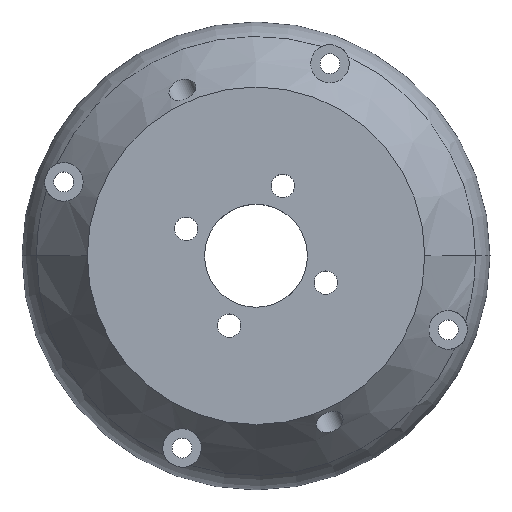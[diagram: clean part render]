
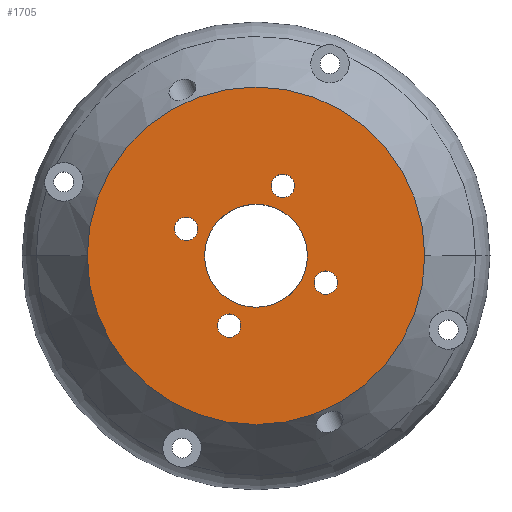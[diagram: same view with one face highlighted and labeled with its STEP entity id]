
A CAD part, top view. The second image highlights one B-rep face of the part: STEP entity #1705.
In plain terms, the highlighted planar face has unit normal (0, 0, 1).
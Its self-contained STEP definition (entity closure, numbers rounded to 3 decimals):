
#10 = AXIS2_PLACEMENT_3D ( 'NONE', #1063, #749, #1539 ) ;
#58 = AXIS2_PLACEMENT_3D ( 'NONE', #981, #213, #387 ) ;
#97 = ORIENTED_EDGE ( 'NONE', *, *, #1601, .F. ) ;
#113 = CARTESIAN_POINT ( 'NONE',  ( -9.324, 4.311, 0. ) ) ;
#132 = ORIENTED_EDGE ( 'NONE', *, *, #249, .F. ) ;
#160 = CARTESIAN_POINT ( 'NONE',  ( -11.199, 4.311, 0. ) ) ;
#182 = VERTEX_POINT ( 'NONE', #980 ) ;
#184 = DIRECTION ( 'NONE',  ( 1., 0., 0. ) ) ;
#185 = EDGE_LOOP ( 'NONE', ( #636, #1351 ) ) ;
#203 = FACE_OUTER_BOUND ( 'NONE', #1241, .T. ) ;
#213 = DIRECTION ( 'NONE',  ( 0., 0., 1. ) ) ;
#224 = CARTESIAN_POINT ( 'NONE',  ( 4.311, 11.199, 0. ) ) ;
#236 = AXIS2_PLACEMENT_3D ( 'NONE', #160, #494, #1150 ) ;
#249 = EDGE_CURVE ( 'NONE', #1258, #1807, #385, .T. ) ;
#258 = DIRECTION ( 'NONE',  ( 0., 0., 1. ) ) ;
#259 = ORIENTED_EDGE ( 'NONE', *, *, #750, .F. ) ;
#291 = CARTESIAN_POINT ( 'NONE',  ( -4.311, -11.199, 0. ) ) ;
#328 = EDGE_CURVE ( 'NONE', #513, #763, #1079, .T. ) ;
#345 = AXIS2_PLACEMENT_3D ( 'NONE', #416, #258, #886 ) ;
#370 = CIRCLE ( 'NONE', #1397, 1.875 ) ;
#374 = FACE_BOUND ( 'NONE', #185, .T. ) ;
#382 = CARTESIAN_POINT ( 'NONE',  ( 8.25, 0., 0. ) ) ;
#385 = CIRCLE ( 'NONE', #839, 1.875 ) ;
#387 = DIRECTION ( 'NONE',  ( 1., 0., 0. ) ) ;
#416 = CARTESIAN_POINT ( 'NONE',  ( -4.311, -11.199, 0. ) ) ;
#421 = AXIS2_PLACEMENT_3D ( 'NONE', #568, #1899, #1093 ) ;
#426 = DIRECTION ( 'NONE',  ( 1., 0., 0. ) ) ;
#436 = CARTESIAN_POINT ( 'NONE',  ( 6.186, 11.199, 0. ) ) ;
#451 = EDGE_CURVE ( 'NONE', #2010, #1609, #572, .T. ) ;
#479 = VERTEX_POINT ( 'NONE', #1787 ) ;
#494 = DIRECTION ( 'NONE',  ( 0., 0., 1. ) ) ;
#504 = DIRECTION ( 'NONE',  ( 0., 0., 1. ) ) ;
#513 = VERTEX_POINT ( 'NONE', #382 ) ;
#518 = AXIS2_PLACEMENT_3D ( 'NONE', #1411, #1113, #184 ) ;
#545 = FACE_BOUND ( 'NONE', #1160, .T. ) ;
#549 = EDGE_CURVE ( 'NONE', #1807, #1258, #895, .T. ) ;
#568 = CARTESIAN_POINT ( 'NONE',  ( 0., 0., 0. ) ) ;
#572 = CIRCLE ( 'NONE', #236, 1.875 ) ;
#594 = CARTESIAN_POINT ( 'NONE',  ( -6.186, -11.199, 0. ) ) ;
#626 = ORIENTED_EDGE ( 'NONE', *, *, #328, .F. ) ;
#636 = ORIENTED_EDGE ( 'NONE', *, *, #451, .F. ) ;
#640 = EDGE_LOOP ( 'NONE', ( #1643, #132 ) ) ;
#728 = ORIENTED_EDGE ( 'NONE', *, *, #974, .F. ) ;
#749 = DIRECTION ( 'NONE',  ( 0., 0., 1. ) ) ;
#750 = EDGE_CURVE ( 'NONE', #1791, #182, #861, .T. ) ;
#763 = VERTEX_POINT ( 'NONE', #1886 ) ;
#769 = DIRECTION ( 'NONE',  ( 0., 0., 1. ) ) ;
#839 = AXIS2_PLACEMENT_3D ( 'NONE', #1579, #504, #1131 ) ;
#851 = EDGE_CURVE ( 'NONE', #182, #1791, #370, .T. ) ;
#861 = CIRCLE ( 'NONE', #1395, 1.875 ) ;
#886 = DIRECTION ( 'NONE',  ( 1., 0., 0. ) ) ;
#892 = CARTESIAN_POINT ( 'NONE',  ( 27.05, 0., 0. ) ) ;
#895 = CIRCLE ( 'NONE', #1425, 1.875 ) ;
#936 = EDGE_CURVE ( 'NONE', #479, #942, #1863, .T. ) ;
#942 = VERTEX_POINT ( 'NONE', #892 ) ;
#954 = EDGE_LOOP ( 'NONE', ( #259, #1881 ) ) ;
#966 = CIRCLE ( 'NONE', #518, 27.05 ) ;
#974 = EDGE_CURVE ( 'NONE', #1340, #1789, #1496, .T. ) ;
#980 = CARTESIAN_POINT ( 'NONE',  ( 9.324, -4.311, 0. ) ) ;
#981 = CARTESIAN_POINT ( 'NONE',  ( -11.199, 4.311, 0. ) ) ;
#1002 = DIRECTION ( 'NONE',  ( 0., 0., 1. ) ) ;
#1005 = DIRECTION ( 'NONE',  ( 0., 0., 1. ) ) ;
#1049 = AXIS2_PLACEMENT_3D ( 'NONE', #1790, #1974, #1655 ) ;
#1060 = ORIENTED_EDGE ( 'NONE', *, *, #1457, .T. ) ;
#1063 = CARTESIAN_POINT ( 'NONE',  ( 0., 0., 0. ) ) ;
#1076 = AXIS2_PLACEMENT_3D ( 'NONE', #1301, #1005, #1666 ) ;
#1079 = CIRCLE ( 'NONE', #421, 8.25 ) ;
#1093 = DIRECTION ( 'NONE',  ( 1., 0., 0. ) ) ;
#1109 = DIRECTION ( 'NONE',  ( 1., 0., 0. ) ) ;
#1113 = DIRECTION ( 'NONE',  ( 0., 0., 1. ) ) ;
#1131 = DIRECTION ( 'NONE',  ( 1., 0., 0. ) ) ;
#1150 = DIRECTION ( 'NONE',  ( 1., 0., 0. ) ) ;
#1160 = EDGE_LOOP ( 'NONE', ( #728, #1955 ) ) ;
#1161 = FACE_BOUND ( 'NONE', #640, .T. ) ;
#1171 = PLANE ( 'NONE',  #1049 ) ;
#1233 = CARTESIAN_POINT ( 'NONE',  ( -2.436, -11.199, 0. ) ) ;
#1240 = CIRCLE ( 'NONE', #345, 1.875 ) ;
#1241 = EDGE_LOOP ( 'NONE', ( #1900, #1060 ) ) ;
#1258 = VERTEX_POINT ( 'NONE', #1343 ) ;
#1301 = CARTESIAN_POINT ( 'NONE',  ( 0., 0., 0. ) ) ;
#1340 = VERTEX_POINT ( 'NONE', #1233 ) ;
#1343 = CARTESIAN_POINT ( 'NONE',  ( 2.436, 11.199, 0. ) ) ;
#1351 = ORIENTED_EDGE ( 'NONE', *, *, #1620, .F. ) ;
#1378 = CIRCLE ( 'NONE', #1076, 8.25 ) ;
#1385 = DIRECTION ( 'NONE',  ( 0., 0., 1. ) ) ;
#1395 = AXIS2_PLACEMENT_3D ( 'NONE', #1542, #769, #426 ) ;
#1397 = AXIS2_PLACEMENT_3D ( 'NONE', #1433, #1758, #1109 ) ;
#1411 = CARTESIAN_POINT ( 'NONE',  ( 0., 0., 0. ) ) ;
#1425 = AXIS2_PLACEMENT_3D ( 'NONE', #224, #1002, #1820 ) ;
#1433 = CARTESIAN_POINT ( 'NONE',  ( 11.199, -4.311, 0. ) ) ;
#1457 = EDGE_CURVE ( 'NONE', #942, #479, #966, .T. ) ;
#1468 = CARTESIAN_POINT ( 'NONE',  ( -13.074, 4.311, 0. ) ) ;
#1496 = CIRCLE ( 'NONE', #1764, 1.875 ) ;
#1539 = DIRECTION ( 'NONE',  ( 1., 0., 0. ) ) ;
#1542 = CARTESIAN_POINT ( 'NONE',  ( 11.199, -4.311, 0. ) ) ;
#1579 = CARTESIAN_POINT ( 'NONE',  ( 4.311, 11.199, 0. ) ) ;
#1601 = EDGE_CURVE ( 'NONE', #763, #513, #1378, .T. ) ;
#1609 = VERTEX_POINT ( 'NONE', #1468 ) ;
#1620 = EDGE_CURVE ( 'NONE', #1609, #2010, #1817, .T. ) ;
#1623 = FACE_BOUND ( 'NONE', #1852, .T. ) ;
#1635 = FACE_BOUND ( 'NONE', #954, .T. ) ;
#1643 = ORIENTED_EDGE ( 'NONE', *, *, #549, .F. ) ;
#1655 = DIRECTION ( 'NONE',  ( -1., 0., 0. ) ) ;
#1666 = DIRECTION ( 'NONE',  ( 1., 0., 0. ) ) ;
#1705 = ADVANCED_FACE ( 'NONE', ( #1635, #1161, #374, #545, #1623, #203 ), #1171, .F. ) ;
#1758 = DIRECTION ( 'NONE',  ( 0., 0., 1. ) ) ;
#1764 = AXIS2_PLACEMENT_3D ( 'NONE', #291, #1385, #2014 ) ;
#1787 = CARTESIAN_POINT ( 'NONE',  ( -27.05, 0., 0. ) ) ;
#1789 = VERTEX_POINT ( 'NONE', #594 ) ;
#1790 = CARTESIAN_POINT ( 'NONE',  ( 0., 0., 0. ) ) ;
#1791 = VERTEX_POINT ( 'NONE', #1858 ) ;
#1807 = VERTEX_POINT ( 'NONE', #436 ) ;
#1817 = CIRCLE ( 'NONE', #58, 1.875 ) ;
#1820 = DIRECTION ( 'NONE',  ( 1., 0., 0. ) ) ;
#1826 = EDGE_CURVE ( 'NONE', #1789, #1340, #1240, .T. ) ;
#1852 = EDGE_LOOP ( 'NONE', ( #626, #97 ) ) ;
#1858 = CARTESIAN_POINT ( 'NONE',  ( 13.074, -4.311, 0. ) ) ;
#1863 = CIRCLE ( 'NONE', #10, 27.05 ) ;
#1881 = ORIENTED_EDGE ( 'NONE', *, *, #851, .F. ) ;
#1886 = CARTESIAN_POINT ( 'NONE',  ( -8.25, 0., 0. ) ) ;
#1899 = DIRECTION ( 'NONE',  ( 0., 0., 1. ) ) ;
#1900 = ORIENTED_EDGE ( 'NONE', *, *, #936, .T. ) ;
#1955 = ORIENTED_EDGE ( 'NONE', *, *, #1826, .F. ) ;
#1974 = DIRECTION ( 'NONE',  ( 0., 0., -1. ) ) ;
#2010 = VERTEX_POINT ( 'NONE', #113 ) ;
#2014 = DIRECTION ( 'NONE',  ( 1., 0., 0. ) ) ;
